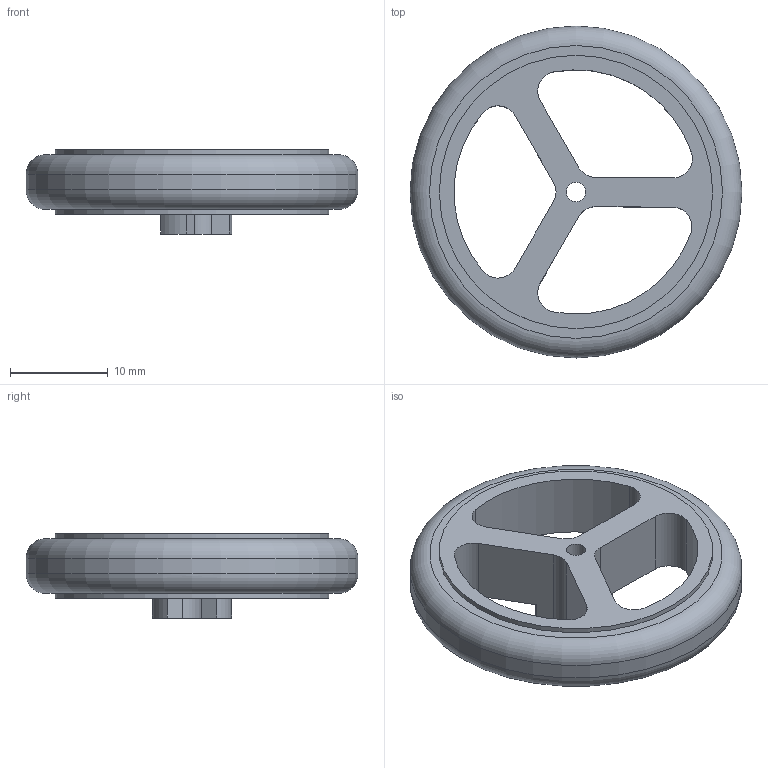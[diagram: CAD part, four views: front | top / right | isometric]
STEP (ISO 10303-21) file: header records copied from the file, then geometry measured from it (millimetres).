
FILE_DESCRIPTION(/* description */ (''),/* implementation_level */ '2;1');
FILE_NAME(/* name */ 'n2_miniWheel.stp',/* time_stamp */ '2017-11-30T18:16:07+09:00',/* author */ ('tlsru'),/* organization */ (''),/* preprocessor_version */ 'ST-DEVELOPER v15.6',/* originating_system */ 'Autodesk Inventor 2015',/* authorisation */ '');
FILE_SCHEMA (('AUTOMOTIVE_DESIGN { 1 0 10303 214 3 1 1 }'));
Length unit declared in the file: millimetre
Products named in the file (1): n2_miniWheel
Bounding box: 34 x 34 x 8.62 mm (x, y, z)
Volume: 3101.5 mm3; surface area: 2525.7 mm2
Topology: 1 solids, 1 shells, 32 faces, 89 edges, 59 vertices
Faces by surface type: cylinder 19, plane 11, torus 2
Full cylindrical faces by diameter (mm): 2 x1, 28 x2, 34 x1
Entity records: 1058 total; most frequent: DIRECTION 188, CARTESIAN_POINT 173, ORIENTED_EDGE 164, EDGE_CURVE 82, AXIS2_PLACEMENT_3D 73, VERTEX_POINT 58, EDGE_LOOP 46, LINE 42
